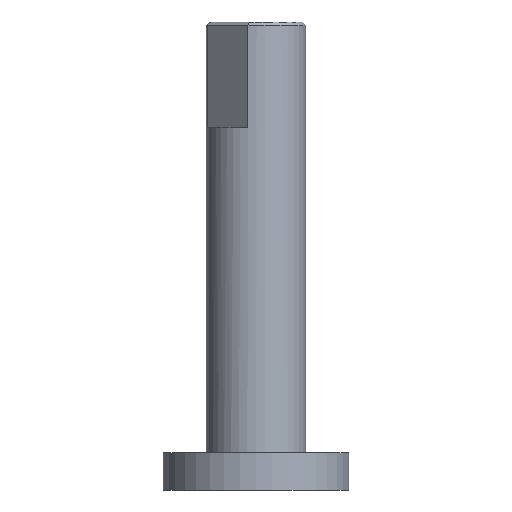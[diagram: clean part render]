
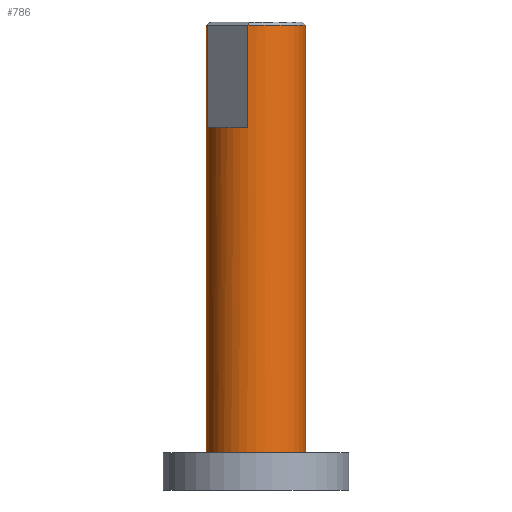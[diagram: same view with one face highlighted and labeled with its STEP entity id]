
A CAD part, front view. The second image highlights one B-rep face of the part: STEP entity #786.
In plain terms, the highlighted cylindrical face has radius 8 mm (diameter 16 mm), a partial arc.
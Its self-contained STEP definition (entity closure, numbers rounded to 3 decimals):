
#1 = CARTESIAN_POINT ( 'NONE',  ( -7.894, -1.298, 49.173 ) ) ;
#2 = DIRECTION ( 'NONE',  ( 0., 0., -1. ) ) ;
#9 = CIRCLE ( 'NONE', #1137, 8. ) ;
#22 = EDGE_CURVE ( 'NONE', #67, #758, #9, .T. ) ;
#24 = EDGE_CURVE ( 'NONE', #100, #132, #411, .T. ) ;
#30 = VERTEX_POINT ( 'NONE', #977 ) ;
#67 = VERTEX_POINT ( 'NONE', #889 ) ;
#74 = VECTOR ( 'NONE', #208, 1000. ) ;
#100 = VERTEX_POINT ( 'NONE', #1192 ) ;
#113 = ORIENTED_EDGE ( 'NONE', *, *, #22, .T. ) ;
#130 = DIRECTION ( 'NONE',  ( 0., 0., -1. ) ) ;
#132 = VERTEX_POINT ( 'NONE', #251 ) ;
#151 = DIRECTION ( 'NONE',  ( 1., 0., 0. ) ) ;
#172 = CARTESIAN_POINT ( 'NONE',  ( -8., 0., 75.5 ) ) ;
#201 = DIRECTION ( 'NONE',  ( -1., 0., 0. ) ) ;
#208 = DIRECTION ( 'NONE',  ( 0., 0., 1. ) ) ;
#217 = CARTESIAN_POINT ( 'NONE',  ( 0., 0., 75. ) ) ;
#234 = CARTESIAN_POINT ( 'NONE',  ( 0., 0., 75. ) ) ;
#251 = CARTESIAN_POINT ( 'NONE',  ( -8., 0., 75. ) ) ;
#254 = ORIENTED_EDGE ( 'NONE', *, *, #714, .F. ) ;
#271 = LINE ( 'NONE', #172, #1093 ) ;
#314 = DIRECTION ( 'NONE',  ( 0., 0., 1. ) ) ;
#335 = CARTESIAN_POINT ( 'NONE',  ( 0., 0., 6. ) ) ;
#336 = CARTESIAN_POINT ( 'NONE',  ( -7.894, -1.298, 58.5 ) ) ;
#361 = ORIENTED_EDGE ( 'NONE', *, *, #1288, .F. ) ;
#372 = CARTESIAN_POINT ( 'NONE',  ( -1.298, -7.894, 49.173 ) ) ;
#381 = ORIENTED_EDGE ( 'NONE', *, *, #956, .T. ) ;
#400 = DIRECTION ( 'NONE',  ( -1., 0., 0. ) ) ;
#411 = CIRCLE ( 'NONE', #700, 8. ) ;
#480 = DIRECTION ( 'NONE',  ( 0., 0., -1. ) ) ;
#484 = ORIENTED_EDGE ( 'NONE', *, *, #1020, .T. ) ;
#504 = DIRECTION ( 'NONE',  ( 0., 0., 1. ) ) ;
#514 = CARTESIAN_POINT ( 'NONE',  ( 8., 0., 75.5 ) ) ;
#528 = LINE ( 'NONE', #514, #675 ) ;
#539 = EDGE_LOOP ( 'NONE', ( #862, #736, #361, #254, #484, #1125, #381, #113 ) ) ;
#615 = CARTESIAN_POINT ( 'NONE',  ( 8., 0., 6. ) ) ;
#647 = DIRECTION ( 'NONE',  ( 1., 0., 0. ) ) ;
#675 = VECTOR ( 'NONE', #1277, 1000. ) ;
#700 = AXIS2_PLACEMENT_3D ( 'NONE', #234, #965, #151 ) ;
#710 = FACE_OUTER_BOUND ( 'NONE', #539, .T. ) ;
#714 = EDGE_CURVE ( 'NONE', #902, #761, #1315, .T. ) ;
#736 = ORIENTED_EDGE ( 'NONE', *, *, #1059, .T. ) ;
#741 = CIRCLE ( 'NONE', #811, 8. ) ;
#744 = LINE ( 'NONE', #1, #74 ) ;
#747 = AXIS2_PLACEMENT_3D ( 'NONE', #1221, #2, #201 ) ;
#758 = VERTEX_POINT ( 'NONE', #615 ) ;
#761 = VERTEX_POINT ( 'NONE', #933 ) ;
#786 = ADVANCED_FACE ( 'NONE', ( #710 ), #1227, .T. ) ;
#805 = CARTESIAN_POINT ( 'NONE',  ( 0., 0., 58.5 ) ) ;
#811 = AXIS2_PLACEMENT_3D ( 'NONE', #217, #130, #647 ) ;
#820 = VECTOR ( 'NONE', #1201, 1000. ) ;
#862 = ORIENTED_EDGE ( 'NONE', *, *, #1106, .F. ) ;
#889 = CARTESIAN_POINT ( 'NONE',  ( -8., 0., 6. ) ) ;
#902 = VERTEX_POINT ( 'NONE', #336 ) ;
#931 = VERTEX_POINT ( 'NONE', #1339 ) ;
#933 = CARTESIAN_POINT ( 'NONE',  ( -1.298, -7.894, 58.5 ) ) ;
#955 = DIRECTION ( 'NONE',  ( 1., 0., 0. ) ) ;
#956 = EDGE_CURVE ( 'NONE', #132, #67, #271, .T. ) ;
#965 = DIRECTION ( 'NONE',  ( 0., 0., -1. ) ) ;
#977 = CARTESIAN_POINT ( 'NONE',  ( -1.298, -7.894, 75. ) ) ;
#1020 = EDGE_CURVE ( 'NONE', #902, #100, #744, .T. ) ;
#1059 = EDGE_CURVE ( 'NONE', #931, #30, #741, .T. ) ;
#1093 = VECTOR ( 'NONE', #480, 1000. ) ;
#1106 = EDGE_CURVE ( 'NONE', #931, #758, #528, .T. ) ;
#1118 = AXIS2_PLACEMENT_3D ( 'NONE', #805, #504, #400 ) ;
#1125 = ORIENTED_EDGE ( 'NONE', *, *, #24, .T. ) ;
#1137 = AXIS2_PLACEMENT_3D ( 'NONE', #335, #314, #955 ) ;
#1192 = CARTESIAN_POINT ( 'NONE',  ( -7.894, -1.298, 75. ) ) ;
#1201 = DIRECTION ( 'NONE',  ( 0., 0., 1. ) ) ;
#1221 = CARTESIAN_POINT ( 'NONE',  ( 0., 0., 75.5 ) ) ;
#1227 = CYLINDRICAL_SURFACE ( 'NONE', #747, 8. ) ;
#1277 = DIRECTION ( 'NONE',  ( 0., 0., -1. ) ) ;
#1288 = EDGE_CURVE ( 'NONE', #761, #30, #1318, .T. ) ;
#1315 = CIRCLE ( 'NONE', #1118, 8. ) ;
#1318 = LINE ( 'NONE', #372, #820 ) ;
#1339 = CARTESIAN_POINT ( 'NONE',  ( 8., 0., 75. ) ) ;
